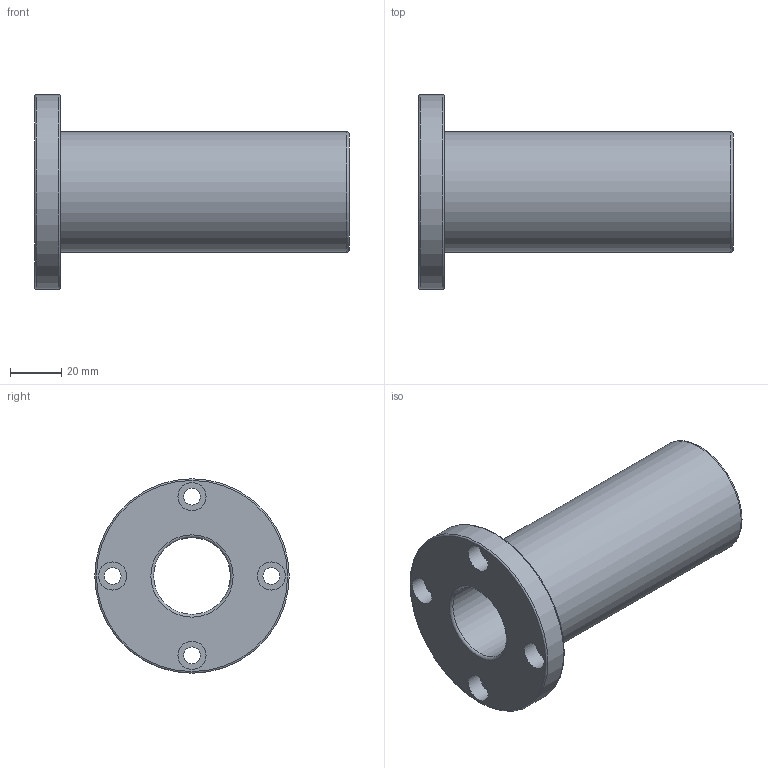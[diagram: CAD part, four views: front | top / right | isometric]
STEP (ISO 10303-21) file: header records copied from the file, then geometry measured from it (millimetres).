
FILE_DESCRIPTION( ( 'STEP AP214' ), '1' );
FILE_NAME( 'LMEF-30-L_2_14a.stp', ' ', ( ' ' ), ( ' ' ), 'PSStep 15.0.47', 'PARTsolutions', ' ' );
FILE_SCHEMA( ( 'AUTOMOTIVE_DESIGN { 1 0 10303 214 1 1 1 1 }' ) );
Length unit declared in the file: millimetre
Products named in the file (1): HI_LMEF-30-L
Bounding box: 123 x 76 x 76 mm (x, y, z)
Volume: 151398.2 mm3; surface area: 38958.1 mm2
Topology: 1 solids, 1 shells, 23 faces, 44 edges, 28 vertices
Faces by surface type: cylinder 11, plane 7, torus 5
Full cylindrical faces by diameter (mm): 6.6 x4, 11 x4, 30 x1, 47 x1, 76 x1
Entity records: 724 total; most frequent: DIRECTION 102, CARTESIAN_POINT 78, EDGE_LOOP 54, ORIENTED_EDGE 54, AXIS2_PLACEMENT_3D 51, FACE_OUTER_BOUND 39, EDGE_CURVE 27, VERTEX_POINT 27
